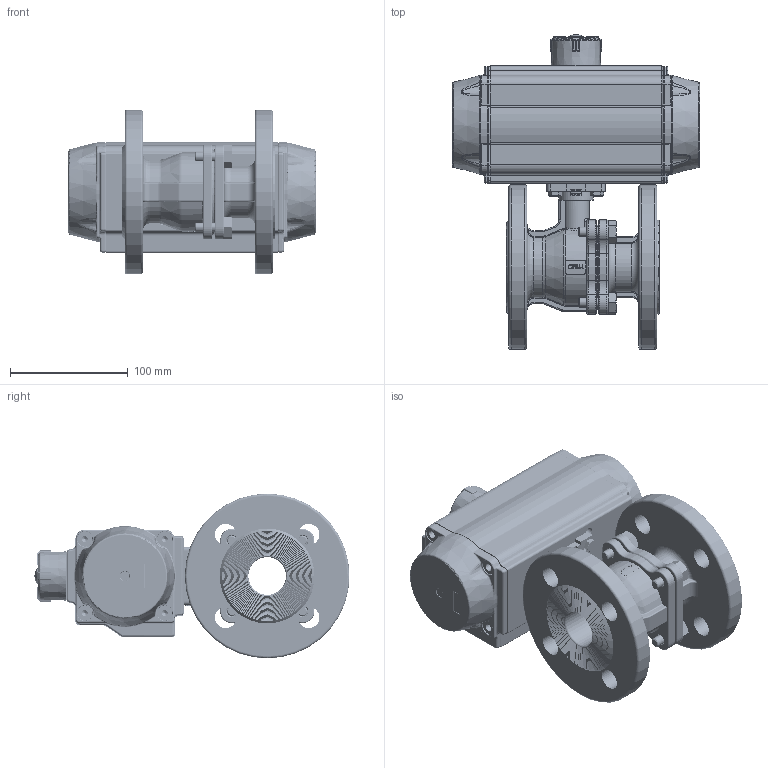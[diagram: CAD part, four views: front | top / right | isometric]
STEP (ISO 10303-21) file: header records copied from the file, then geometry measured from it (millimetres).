
FILE_DESCRIPTION(/* description */ ('Unknown'),/* implementation_level */ '2;1');
FILE_NAME(/* name */ 'PE03 0920-07',/* time_stamp */ '2025-02-21T12:16:52+01:00',/* author */ ('Unknown'),/* organization */ ('Unknown'),/* preprocessor_version */ 'ST-DEVELOPER v19.4',/* originating_system */ 'Solid Edge',/* authorisation */ 'Unknown');
FILE_SCHEMA (('AUTOMOTIVE_DESIGN {1 0 10303 214 3 1 1}'));
Products named in the file (21): PE03 0920-07; 920-07; MV-24D-FGM-DN32; MV-24D-DD-DN32; MV-24D-LZ-DN32; MV-24D-O-DN32; MV-24D-FS-DN32; MV-24D-G(J)-DN32; MV-24D-T(J)-DN32; MV-24D-FG-DN32; PD04_PE03; vt75-2016-06-25; VTE75埴詰; vt75-2016-06-25  酘傷裔; huosai75; Welle; Optische Anzeige; ______; ________(___________; cup head nib bolts with large head gb_GB_FASTENER_BOLT_CHNBW M6X25-N; DIN 933 M6x22 A2-70 BLK_EDST
Assembly tree (31 placements, depth 4):
  PE03 0920-07
    920-07
      MV-24D-FGM-DN32
      MV-24D-DD-DN32  x2
      MV-24D-LZ-DN32  x4
      MV-24D-O-DN32
      MV-24D-FS-DN32
      MV-24D-G(J)-DN32
      MV-24D-T(J)-DN32
      MV-24D-FG-DN32
    PD04_PE03
      vt75-2016-06-25
      VTE75埴詰
      vt75-2016-06-25  酘傷裔
      huosai75  x2
      Welle
      Optische Anzeige
        ______
        ________(___________  x4
        cup head nib bolts with large head gb_GB_FASTENER_BOLT_CHNBW M6X25-N
    DIN 933 M6x22 A2-70 BLK_EDST  x4
Bounding box: 210 x 267.81 x 140 mm (x, y, z)
Volume: 1524852.1 mm3; surface area: 410535.6 mm2
Topology: 28 solids, 28 shells, 3586 faces, 8722 edges, 5322 vertices
Faces by surface type: plane 1049, cylinder 904, bspline 786, torus 483, cone 323, sphere 41
Full cylindrical faces by diameter (mm): 3 x16, 3.3 x8, 4.134 x8, 4.2 x1, 4.66 x1, 4.917 x13, 5.5 x1, 6 x5, 6.2 x1, 6.647 x6, 8 x4, 8.8 x4, 10 x4, 11 x5, 11.445 x2, 12 x2, 12.5 x1, 13 x10, 14 x2, 14.1 x1, 14.3 x2, 16.2 x1, 16.4 x1, 16.5 x1, 16.7 x1, 17.5 x1, 18 x10, 18.7 x1, 20 x7, 21 x12
Entity records: 132589 total; most frequent: CARTESIAN_POINT 73121, ORIENTED_EDGE 12774, DIRECTION 10514, EDGE_CURVE 6387, VERTEX_POINT 4190, AXIS2_PLACEMENT_3D 4126, FACE_BOUND 3501, EDGE_LOOP 3484
